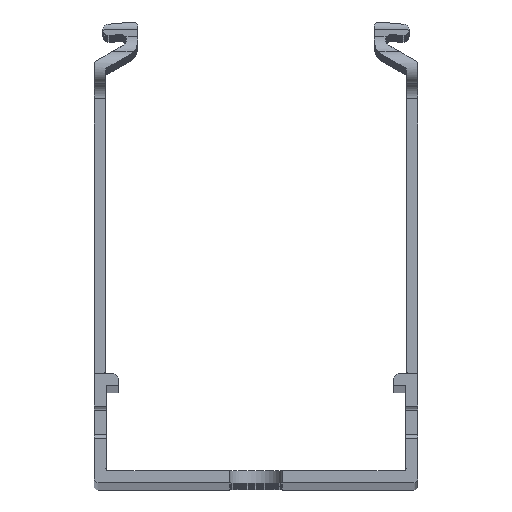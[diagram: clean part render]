
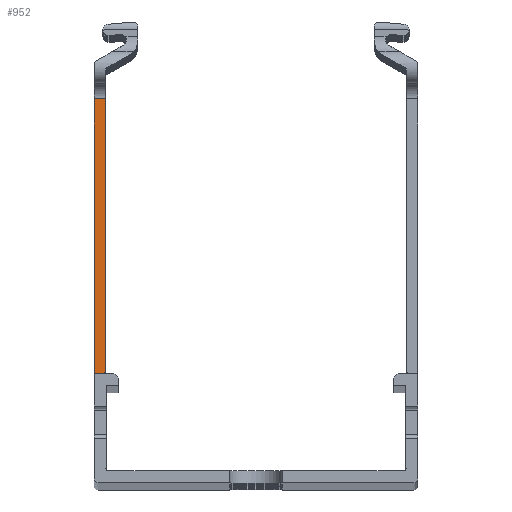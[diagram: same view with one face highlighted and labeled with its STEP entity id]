
A CAD part, top view. The second image highlights one B-rep face of the part: STEP entity #952.
In plain terms, the highlighted planar face has unit normal (0, 0, 1).
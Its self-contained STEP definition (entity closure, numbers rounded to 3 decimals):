
#952 = ADVANCED_FACE ( 'NONE', ( #65180 ), #22388, .T. ) ;
#1755 = ORIENTED_EDGE ( 'NONE', *, *, #19770, .T. ) ;
#4029 = DIRECTION ( 'NONE',  ( -1., 0., 0. ) ) ;
#7781 = CARTESIAN_POINT ( 'NONE',  ( -18.6, 47.427, 496. ) ) ;
#9261 = EDGE_LOOP ( 'NONE', ( #14044, #1755, #11375, #32155, #43324, #26369 ) ) ;
#9433 = VECTOR ( 'NONE', #51208, 1000. ) ;
#10014 = LINE ( 'NONE', #18116, #35498 ) ;
#11375 = ORIENTED_EDGE ( 'NONE', *, *, #34667, .F. ) ;
#12079 = CARTESIAN_POINT ( 'NONE',  ( -18.6, 13.5, 496. ) ) ;
#12505 = EDGE_CURVE ( 'NONE', #14821, #56343, #38150, .T. ) ;
#14044 = ORIENTED_EDGE ( 'NONE', *, *, #12505, .T. ) ;
#14821 = VERTEX_POINT ( 'NONE', #46912 ) ;
#16017 = CARTESIAN_POINT ( 'NONE',  ( 0., 13.5, 496. ) ) ;
#17315 = EDGE_CURVE ( 'NONE', #54253, #58294, #46275, .T. ) ;
#18116 = CARTESIAN_POINT ( 'NONE',  ( -18.6, 13.7, 496. ) ) ;
#18869 = CARTESIAN_POINT ( 'NONE',  ( -18.7, 13.6, 496. ) ) ;
#19770 = EDGE_CURVE ( 'NONE', #56343, #32196, #52249, .T. ) ;
#20092 = VECTOR ( 'NONE', #50825, 1000. ) ;
#20959 = VERTEX_POINT ( 'NONE', #22316 ) ;
#22316 = CARTESIAN_POINT ( 'NONE',  ( -20., 13.5, 496. ) ) ;
#22388 = PLANE ( 'NONE',  #26496 ) ;
#26320 = DIRECTION ( 'NONE',  ( 0., 1., 0. ) ) ;
#26369 = ORIENTED_EDGE ( 'NONE', *, *, #60726, .F. ) ;
#26496 = AXIS2_PLACEMENT_3D ( 'NONE', #52668, #57765, #27485 ) ;
#26776 = EDGE_CURVE ( 'NONE', #58294, #20959, #48302, .T. ) ;
#27485 = DIRECTION ( 'NONE',  ( 0., -1., 0. ) ) ;
#32155 = ORIENTED_EDGE ( 'NONE', *, *, #26776, .F. ) ;
#32196 = VERTEX_POINT ( 'NONE', #48588 ) ;
#32903 = VECTOR ( 'NONE', #64486, 1000. ) ;
#34667 = EDGE_CURVE ( 'NONE', #20959, #32196, #35219, .T. ) ;
#35219 = LINE ( 'NONE', #45770, #20092 ) ;
#35498 = VECTOR ( 'NONE', #53499, 1000. ) ;
#36578 = VECTOR ( 'NONE', #26320, 1000. ) ;
#38150 = LINE ( 'NONE', #61736, #36578 ) ;
#39604 = CARTESIAN_POINT ( 'NONE',  ( 0., 47.427, 496. ) ) ;
#43324 = ORIENTED_EDGE ( 'NONE', *, *, #17315, .F. ) ;
#45770 = CARTESIAN_POINT ( 'NONE',  ( -20., 13.5, 496. ) ) ;
#46275 = LINE ( 'NONE', #18869, #32903 ) ;
#46912 = CARTESIAN_POINT ( 'NONE',  ( -18.6, 13.7, 496. ) ) ;
#48302 = LINE ( 'NONE', #16017, #9433 ) ;
#48588 = CARTESIAN_POINT ( 'NONE',  ( -20., 47.427, 496. ) ) ;
#50825 = DIRECTION ( 'NONE',  ( 0., 1., 0. ) ) ;
#51208 = DIRECTION ( 'NONE',  ( -1., 0., 0. ) ) ;
#52249 = LINE ( 'NONE', #39604, #62615 ) ;
#52668 = CARTESIAN_POINT ( 'NONE',  ( 0., 13.5, 496. ) ) ;
#53499 = DIRECTION ( 'NONE',  ( -0.707, -0.707, 0. ) ) ;
#54253 = VERTEX_POINT ( 'NONE', #60642 ) ;
#56343 = VERTEX_POINT ( 'NONE', #7781 ) ;
#57765 = DIRECTION ( 'NONE',  ( 0., 0., 1. ) ) ;
#58294 = VERTEX_POINT ( 'NONE', #12079 ) ;
#60642 = CARTESIAN_POINT ( 'NONE',  ( -18.7, 13.6, 496. ) ) ;
#60726 = EDGE_CURVE ( 'NONE', #14821, #54253, #10014, .T. ) ;
#61736 = CARTESIAN_POINT ( 'NONE',  ( -18.6, 50.989, 496. ) ) ;
#62615 = VECTOR ( 'NONE', #4029, 1000. ) ;
#64486 = DIRECTION ( 'NONE',  ( 0.707, -0.707, 0. ) ) ;
#65180 = FACE_OUTER_BOUND ( 'NONE', #9261, .T. ) ;
